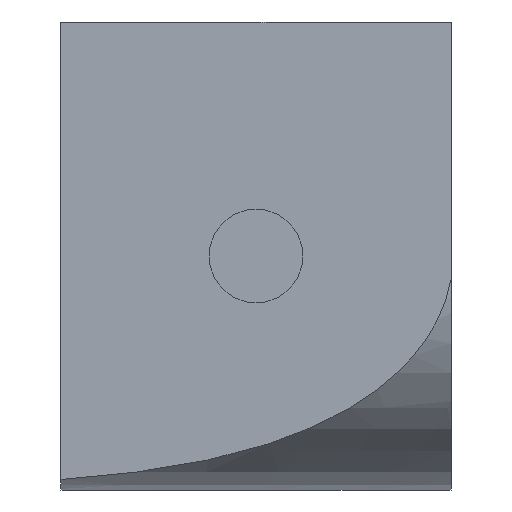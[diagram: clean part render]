
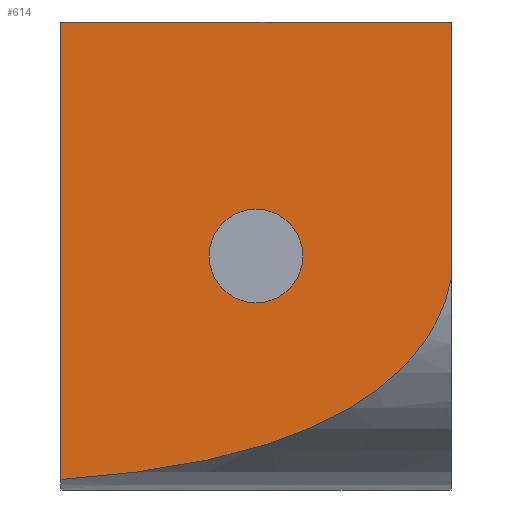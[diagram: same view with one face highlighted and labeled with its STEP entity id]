
A CAD part, left-side view. The second image highlights one B-rep face of the part: STEP entity #614.
In plain terms, the highlighted planar face has unit normal (-1, 0, 0).
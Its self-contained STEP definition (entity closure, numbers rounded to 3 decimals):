
#22=B_SPLINE_CURVE_WITH_KNOTS('',3,(#1085,#1086,#1087,#1088,#1089,#1090,
#1091,#1092,#1093,#1094,#1095,#1096,#1097,#1098,#1099,#1100,#1101,#1102),
 .UNSPECIFIED.,.F.,.F.,(4,2,2,2,2,2,2,2,4),(-1.584,-1.567,
-1.495,-1.405,-1.315,-1.178,
-1.041,-0.521,-0.465),.UNSPECIFIED.);
#32=FACE_BOUND('',#116,.T.);
#37=CIRCLE('',#639,3.);
#38=CIRCLE('',#640,3.);
#78=FACE_OUTER_BOUND('',#115,.T.);
#115=EDGE_LOOP('',(#527,#528,#529,#530));
#116=EDGE_LOOP('',(#531,#532));
#160=LINE('',#945,#224);
#169=LINE('',#1020,#233);
#183=LINE('',#1104,#247);
#224=VECTOR('',#782,25.4);
#233=VECTOR('',#793,25.4);
#247=VECTOR('',#829,25.4);
#259=VERTEX_POINT('',#866);
#260=VERTEX_POINT('',#867);
#285=VERTEX_POINT('',#942);
#286=VERTEX_POINT('',#944);
#295=VERTEX_POINT('',#1018);
#305=VERTEX_POINT('',#1076);
#321=EDGE_CURVE('',#259,#260,#37,.T.);
#322=EDGE_CURVE('',#260,#259,#38,.T.);
#358=EDGE_CURVE('',#286,#285,#160,.T.);
#369=EDGE_CURVE('',#285,#295,#169,.T.);
#388=EDGE_CURVE('',#286,#305,#22,.T.);
#389=EDGE_CURVE('',#295,#305,#183,.T.);
#527=ORIENTED_EDGE('',*,*,#389,.T.);
#528=ORIENTED_EDGE('',*,*,#388,.F.);
#529=ORIENTED_EDGE('',*,*,#358,.T.);
#530=ORIENTED_EDGE('',*,*,#369,.T.);
#531=ORIENTED_EDGE('',*,*,#321,.T.);
#532=ORIENTED_EDGE('',*,*,#322,.T.);
#582=PLANE('',#674);
#614=ADVANCED_FACE('',(#78,#32),#582,.F.);
#639=AXIS2_PLACEMENT_3D('',#868,#707,#708);
#640=AXIS2_PLACEMENT_3D('',#869,#709,#710);
#674=AXIS2_PLACEMENT_3D('',#1103,#827,#828);
#707=DIRECTION('center_axis',(1.,0.,0.));
#708=DIRECTION('ref_axis',(0.,0.,-1.));
#709=DIRECTION('center_axis',(1.,0.,0.));
#710=DIRECTION('ref_axis',(0.,0.,-1.));
#782=DIRECTION('',(0.,0.,1.));
#793=DIRECTION('',(0.,1.,0.));
#827=DIRECTION('center_axis',(1.,0.,0.));
#828=DIRECTION('ref_axis',(0.,-1.,0.));
#829=DIRECTION('',(0.,0.,-1.));
#866=CARTESIAN_POINT('',(68.342,97.615,-205.626));
#867=CARTESIAN_POINT('',(68.342,97.615,-199.626));
#868=CARTESIAN_POINT('Origin',(68.342,97.615,-202.626));
#869=CARTESIAN_POINT('Origin',(68.342,97.615,-202.626));
#942=CARTESIAN_POINT('',(68.342,85.115,-187.626));
#944=CARTESIAN_POINT('',(68.342,85.115,-204.123));
#945=CARTESIAN_POINT('',(68.342,85.115,-172.626));
#1018=CARTESIAN_POINT('',(68.342,110.115,-187.626));
#1020=CARTESIAN_POINT('',(68.342,122.891,-187.626));
#1076=CARTESIAN_POINT('',(68.342,110.115,-216.949));
#1085=CARTESIAN_POINT('Ctrl Pts',(68.342,85.115,-204.123));
#1086=CARTESIAN_POINT('Ctrl Pts',(68.342,85.14,-204.271));
#1087=CARTESIAN_POINT('Ctrl Pts',(68.342,85.17,-204.419));
#1088=CARTESIAN_POINT('Ctrl Pts',(68.342,85.351,-205.22));
#1089=CARTESIAN_POINT('Ctrl Pts',(68.342,85.576,-205.857));
#1090=CARTESIAN_POINT('Ctrl Pts',(68.342,86.15,-207.11));
#1091=CARTESIAN_POINT('Ctrl Pts',(68.342,86.581,-207.826));
#1092=CARTESIAN_POINT('Ctrl Pts',(68.342,87.589,-209.148));
#1093=CARTESIAN_POINT('Ctrl Pts',(68.342,88.165,-209.756));
#1094=CARTESIAN_POINT('Ctrl Pts',(68.342,89.585,-211.047));
#1095=CARTESIAN_POINT('Ctrl Pts',(68.342,90.611,-211.788));
#1096=CARTESIAN_POINT('Ctrl Pts',(68.342,92.791,-213.061));
#1097=CARTESIAN_POINT('Ctrl Pts',(68.342,93.944,-213.596));
#1098=CARTESIAN_POINT('Ctrl Pts',(68.342,99.119,-215.642));
#1099=CARTESIAN_POINT('Ctrl Pts',(68.342,103.818,-216.414));
#1100=CARTESIAN_POINT('Ctrl Pts',(68.342,109.098,-216.873));
#1101=CARTESIAN_POINT('Ctrl Pts',(68.342,109.606,-216.913));
#1102=CARTESIAN_POINT('Ctrl Pts',(68.342,110.115,-216.949));
#1103=CARTESIAN_POINT('Origin',(68.342,148.168,-142.626));
#1104=CARTESIAN_POINT('',(68.342,110.115,-172.626));
